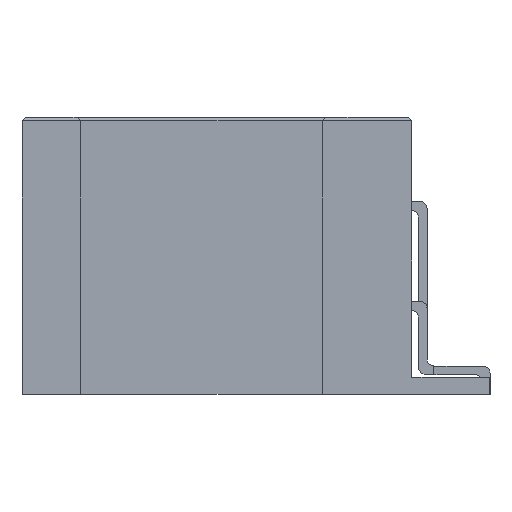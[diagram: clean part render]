
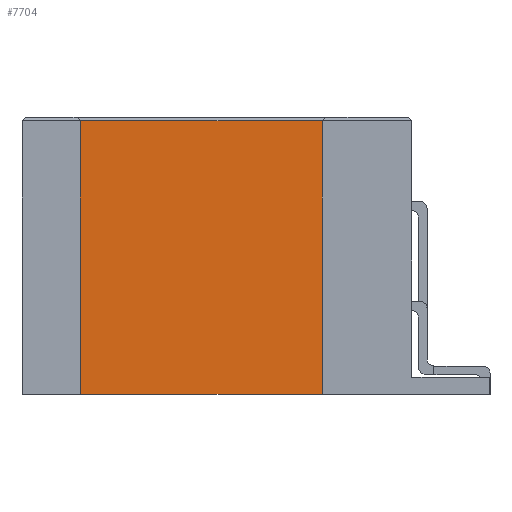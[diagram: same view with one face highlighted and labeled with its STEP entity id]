
A CAD part, left-side view. The second image highlights one B-rep face of the part: STEP entity #7704.
In plain terms, the highlighted planar face has unit normal (-1, 0, 0).
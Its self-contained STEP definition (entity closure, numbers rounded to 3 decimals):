
#17 = CARTESIAN_POINT ( 'NONE',  ( -12.96, 10.133, -0.01 ) ) ;
#1111 = CARTESIAN_POINT ( 'NONE',  ( -12.96, 0., 0. ) ) ;
#1527 = ORIENTED_EDGE ( 'NONE', *, *, #1921, .T. ) ;
#1921 = EDGE_CURVE ( 'NONE', #16975, #14320, #5698, .T. ) ;
#2604 = VECTOR ( 'NONE', #7045, 1000. ) ;
#2977 = DIRECTION ( 'NONE',  ( 1., 0., 0. ) ) ;
#3091 = ORIENTED_EDGE ( 'NONE', *, *, #19770, .F. ) ;
#3560 = CARTESIAN_POINT ( 'NONE',  ( -12.96, 10.133, -0.01 ) ) ;
#4229 = CARTESIAN_POINT ( 'NONE',  ( -12.96, -3.833, 0. ) ) ;
#5165 = EDGE_CURVE ( 'NONE', #9876, #14320, #6713, .T. ) ;
#5698 = LINE ( 'NONE', #17650, #2604 ) ;
#6503 = DIRECTION ( 'NONE',  ( 0., 0., 1. ) ) ;
#6713 = LINE ( 'NONE', #3560, #10365 ) ;
#7045 = DIRECTION ( 'NONE',  ( 0., 1., 0. ) ) ;
#7422 = CARTESIAN_POINT ( 'NONE',  ( -12.96, -3.833, 15.8 ) ) ;
#7704 = ADVANCED_FACE ( 'NONE', ( #18288 ), #17171, .F. ) ;
#9876 = VERTEX_POINT ( 'NONE', #19901 ) ;
#10365 = VECTOR ( 'NONE', #6503, 1000. ) ;
#11528 = CARTESIAN_POINT ( 'NONE',  ( -12.96, 10.133, 15.8 ) ) ;
#11596 = VECTOR ( 'NONE', #12681, 1000. ) ;
#11999 = DIRECTION ( 'NONE',  ( 0., 1., 0. ) ) ;
#12681 = DIRECTION ( 'NONE',  ( 0., 0., 1. ) ) ;
#12751 = EDGE_LOOP ( 'NONE', ( #16179, #1527, #15822, #3091 ) ) ;
#13170 = VERTEX_POINT ( 'NONE', #4229 ) ;
#14320 = VERTEX_POINT ( 'NONE', #11528 ) ;
#15822 = ORIENTED_EDGE ( 'NONE', *, *, #5165, .F. ) ;
#16179 = ORIENTED_EDGE ( 'NONE', *, *, #17306, .T. ) ;
#16699 = LINE ( 'NONE', #1111, #17028 ) ;
#16975 = VERTEX_POINT ( 'NONE', #7422 ) ;
#17028 = VECTOR ( 'NONE', #11999, 1000. ) ;
#17171 = PLANE ( 'NONE',  #20079 ) ;
#17280 = LINE ( 'NONE', #17499, #11596 ) ;
#17306 = EDGE_CURVE ( 'NONE', #13170, #16975, #17280, .T. ) ;
#17499 = CARTESIAN_POINT ( 'NONE',  ( -12.96, -3.833, -0.01 ) ) ;
#17650 = CARTESIAN_POINT ( 'NONE',  ( -12.96, 10.133, 15.8 ) ) ;
#18288 = FACE_OUTER_BOUND ( 'NONE', #12751, .T. ) ;
#19770 = EDGE_CURVE ( 'NONE', #13170, #9876, #16699, .T. ) ;
#19901 = CARTESIAN_POINT ( 'NONE',  ( -12.96, 10.133, 0. ) ) ;
#19932 = DIRECTION ( 'NONE',  ( 0., 0., -1. ) ) ;
#20079 = AXIS2_PLACEMENT_3D ( 'NONE', #17, #2977, #19932 ) ;
